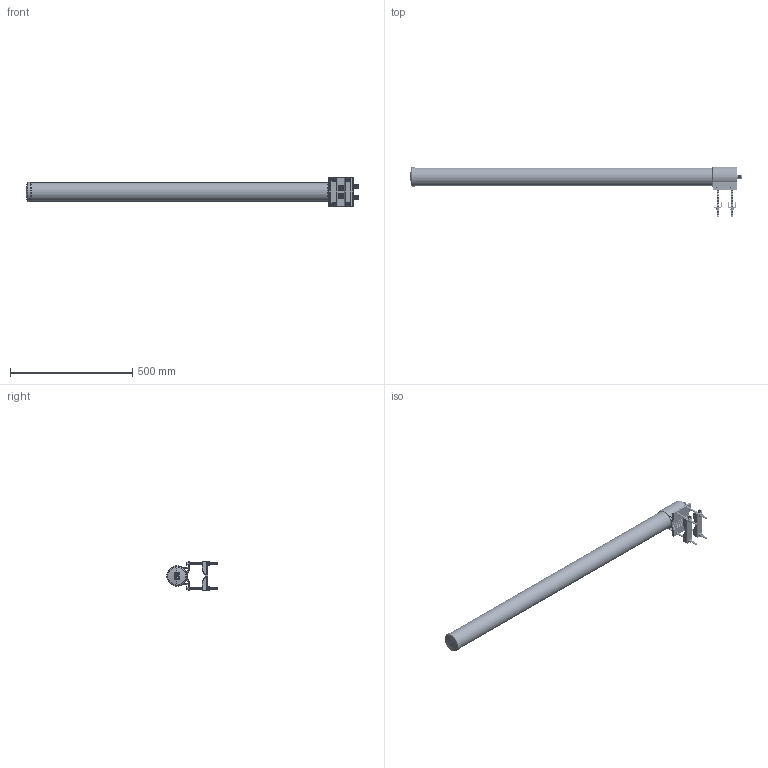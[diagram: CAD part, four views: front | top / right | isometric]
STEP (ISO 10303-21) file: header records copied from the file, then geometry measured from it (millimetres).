
FILE_DESCRIPTION (( 'STEP AP214' ), '1' );
FILE_NAME ('HG2458-11DPU2.STEP', '2017-12-26T18:29:05', ( '' ), ( '' ), 'SwSTEP 2.0', 'SolidWorks 2014', '' );
FILE_SCHEMA (( 'AUTOMOTIVE_DESIGN' ));
Length unit declared in the file: inch
Products named in the file (7): HG2458-11DPU2; HG2458-11DPU2_Bracket; M8-1.25_HexNut; M8_LockWasher; M8_FlatWasher; M8-1.25x120mm; HG2458-11DPU2_ANTENNA
Assembly tree (19 placements, depth 2):
  HG2458-11DPU2
    HG2458-11DPU2_ANTENNA
    M8-1.25x120mm  x4
    M8_FlatWasher  x4
    M8_LockWasher  x4
    M8-1.25_HexNut  x4
    HG2458-11DPU2_Bracket  x2
Bounding box: 1357.4 x 207.3 x 117.91 mm (x, y, z)
Volume: 6152629.2 mm3; surface area: 423909.3 mm2
Topology: 19 solids, 19 shells, 3300 faces, 6865 edges, 3619 vertices
Faces by surface type: cone 2792, plane 298, cylinder 124, torus 80, sphere 6
Entity records: 41107 total; most frequent: DIRECTION 5714, CARTESIAN_POINT 5335, ORIENTED_EDGE 4794, EDGE_CURVE 2397, AXIS2_PLACEMENT_3D 2220, VERTEX_POINT 1317, LINE 1274, VECTOR 1274
